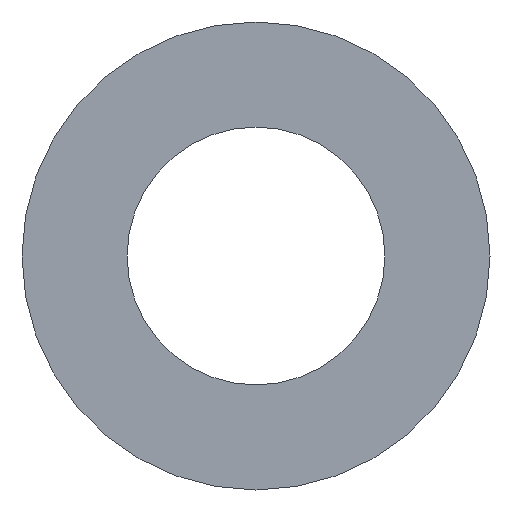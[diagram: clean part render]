
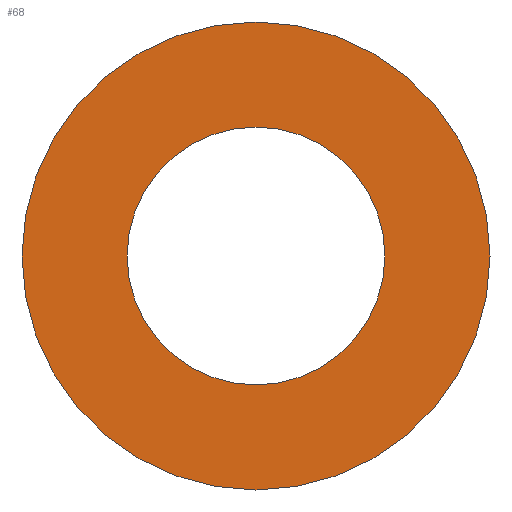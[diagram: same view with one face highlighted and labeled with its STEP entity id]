
A CAD part, left-side view. The second image highlights one B-rep face of the part: STEP entity #68.
In plain terms, the highlighted planar face has unit normal (-1, 0, 0).
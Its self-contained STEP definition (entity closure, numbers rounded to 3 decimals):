
#2 = DIRECTION ( 'NONE',  ( 1., 0., 0. ) ) ;
#3 = AXIS2_PLACEMENT_3D ( 'NONE', #290, #227, #175 ) ;
#8 = AXIS2_PLACEMENT_3D ( 'NONE', #289, #308, #320 ) ;
#12 = CIRCLE ( 'NONE', #237, 3. ) ;
#13 = DIRECTION ( 'NONE',  ( -1., 0., 0. ) ) ;
#14 = FACE_OUTER_BOUND ( 'NONE', #16, .T. ) ;
#16 = EDGE_LOOP ( 'NONE', ( #285, #287 ) ) ;
#36 = EDGE_CURVE ( 'NONE', #72, #62, #12, .T. ) ;
#37 = CARTESIAN_POINT ( 'NONE',  ( 0., 0., 0. ) ) ;
#47 = CARTESIAN_POINT ( 'NONE',  ( 0., 0., 3. ) ) ;
#56 = DIRECTION ( 'NONE',  ( 0., 0., -1. ) ) ;
#62 = VERTEX_POINT ( 'NONE', #129 ) ;
#66 = VERTEX_POINT ( 'NONE', #111 ) ;
#68 = ADVANCED_FACE ( 'NONE', ( #316, #14 ), #243, .F. ) ;
#72 = VERTEX_POINT ( 'NONE', #47 ) ;
#105 = DIRECTION ( 'NONE',  ( 1., 0., 0. ) ) ;
#111 = CARTESIAN_POINT ( 'NONE',  ( 0., 0., -5.445 ) ) ;
#120 = EDGE_CURVE ( 'NONE', #142, #66, #312, .T. ) ;
#129 = CARTESIAN_POINT ( 'NONE',  ( 0., 0., -3. ) ) ;
#135 = EDGE_LOOP ( 'NONE', ( #283, #284 ) ) ;
#142 = VERTEX_POINT ( 'NONE', #190 ) ;
#151 = DIRECTION ( 'NONE',  ( 0., 0., 1. ) ) ;
#162 = AXIS2_PLACEMENT_3D ( 'NONE', #204, #13, #151 ) ;
#175 = DIRECTION ( 'NONE',  ( 0., 0., 1. ) ) ;
#185 = EDGE_CURVE ( 'NONE', #62, #72, #252, .T. ) ;
#190 = CARTESIAN_POINT ( 'NONE',  ( 0., 0., 5.445 ) ) ;
#202 = DIRECTION ( 'NONE',  ( 0., 0., -1. ) ) ;
#204 = CARTESIAN_POINT ( 'NONE',  ( 0., 0., 0. ) ) ;
#223 = CARTESIAN_POINT ( 'NONE',  ( 0., 0., 0. ) ) ;
#227 = DIRECTION ( 'NONE',  ( -1., 0., 0. ) ) ;
#236 = CIRCLE ( 'NONE', #3, 5.445 ) ;
#237 = AXIS2_PLACEMENT_3D ( 'NONE', #37, #2, #56 ) ;
#242 = EDGE_CURVE ( 'NONE', #66, #142, #236, .T. ) ;
#243 = PLANE ( 'NONE',  #324 ) ;
#252 = CIRCLE ( 'NONE', #8, 3. ) ;
#283 = ORIENTED_EDGE ( 'NONE', *, *, #36, .T. ) ;
#284 = ORIENTED_EDGE ( 'NONE', *, *, #185, .T. ) ;
#285 = ORIENTED_EDGE ( 'NONE', *, *, #120, .T. ) ;
#287 = ORIENTED_EDGE ( 'NONE', *, *, #242, .T. ) ;
#289 = CARTESIAN_POINT ( 'NONE',  ( 0., 0., 0. ) ) ;
#290 = CARTESIAN_POINT ( 'NONE',  ( 0., 0., 0. ) ) ;
#308 = DIRECTION ( 'NONE',  ( 1., 0., 0. ) ) ;
#312 = CIRCLE ( 'NONE', #162, 5.445 ) ;
#316 = FACE_BOUND ( 'NONE', #135, .T. ) ;
#320 = DIRECTION ( 'NONE',  ( 0., 0., -1. ) ) ;
#324 = AXIS2_PLACEMENT_3D ( 'NONE', #223, #105, #202 ) ;
